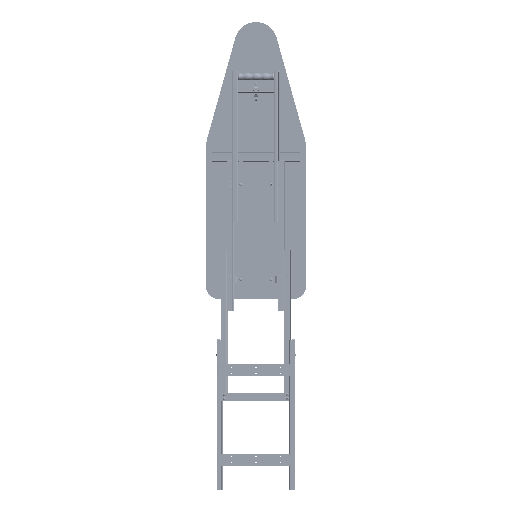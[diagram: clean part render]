
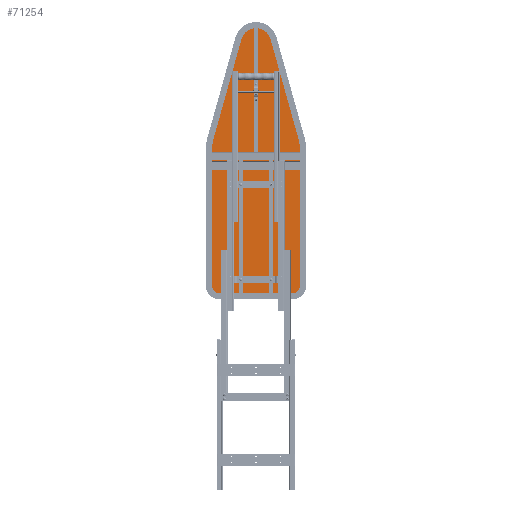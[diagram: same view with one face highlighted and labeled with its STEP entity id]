
A CAD part, front view. The second image highlights one B-rep face of the part: STEP entity #71254.
In plain terms, the highlighted planar face has unit normal (0, -1, 0).
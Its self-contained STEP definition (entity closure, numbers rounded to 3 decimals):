
#1284 = VECTOR ( 'NONE', #10609, 1000. ) ;
#2017 = CARTESIAN_POINT ( 'NONE',  ( -15., 0., 36.415 ) ) ;
#2752 = EDGE_CURVE ( 'NONE', #49687, #15143, #33696, .T. ) ;
#3086 = EDGE_CURVE ( 'NONE', #15143, #47376, #60448, .T. ) ;
#3428 = VERTEX_POINT ( 'NONE', #64912 ) ;
#3759 = CARTESIAN_POINT ( 'NONE',  ( 0., 0., 387. ) ) ;
#6522 = AXIS2_PLACEMENT_3D ( 'NONE', #2017, #12952, #7693 ) ;
#6715 = DIRECTION ( 'NONE',  ( 0., 1., 0. ) ) ;
#7325 = ORIENTED_EDGE ( 'NONE', *, *, #26494, .F. ) ;
#7693 = DIRECTION ( 'NONE',  ( 0., 0., 1. ) ) ;
#8732 = CARTESIAN_POINT ( 'NONE',  ( 163., 0., 36.415 ) ) ;
#9583 = DIRECTION ( 'NONE',  ( 0., 1., 0. ) ) ;
#9790 = DIRECTION ( 'NONE',  ( 0., 0., 1. ) ) ;
#10609 = DIRECTION ( 'NONE',  ( 0., 0., 1. ) ) ;
#12325 = EDGE_CURVE ( 'NONE', #70530, #3428, #52810, .T. ) ;
#12635 = CARTESIAN_POINT ( 'NONE',  ( -157.528, 0., 76.285 ) ) ;
#12952 = DIRECTION ( 'NONE',  ( 0., 1., 0. ) ) ;
#14570 = ORIENTED_EDGE ( 'NONE', *, *, #12325, .F. ) ;
#14735 = CARTESIAN_POINT ( 'NONE',  ( -163., 0., 36.415 ) ) ;
#14925 = CIRCLE ( 'NONE', #6522, 148. ) ;
#15143 = VERTEX_POINT ( 'NONE', #42745 ) ;
#15941 = CARTESIAN_POINT ( 'NONE',  ( 155.351, 0., 84.068 ) ) ;
#15990 = VERTEX_POINT ( 'NONE', #66659 ) ;
#15999 = DIRECTION ( 'NONE',  ( 0., 0., 1. ) ) ;
#16733 = EDGE_CURVE ( 'NONE', #3428, #36877, #36580, .T. ) ;
#17077 = EDGE_CURVE ( 'NONE', #22046, #70530, #14925, .T. ) ;
#18386 = EDGE_LOOP ( 'NONE', ( #45094, #53781, #68416, #23058, #65969, #40943, #32046, #59970, #7325, #63867, #14570 ) ) ;
#18712 = VECTOR ( 'NONE', #47311, 1000. ) ;
#19084 = DIRECTION ( 'NONE',  ( 0., 1., 0. ) ) ;
#19452 = AXIS2_PLACEMENT_3D ( 'NONE', #48121, #19084, #46638 ) ;
#21389 = CIRCLE ( 'NONE', #28610, 43. ) ;
#22046 = VERTEX_POINT ( 'NONE', #14735 ) ;
#23058 = ORIENTED_EDGE ( 'NONE', *, *, #51966, .F. ) ;
#23308 = DIRECTION ( 'NONE',  ( 0., 1., 0. ) ) ;
#26494 = EDGE_CURVE ( 'NONE', #36877, #66577, #52008, .T. ) ;
#26757 = DIRECTION ( 'NONE',  ( 0., 1., 0. ) ) ;
#28610 = AXIS2_PLACEMENT_3D ( 'NONE', #49591, #9583, #15999 ) ;
#29981 = EDGE_CURVE ( 'NONE', #66577, #49687, #31786, .T. ) ;
#30152 = DIRECTION ( 'NONE',  ( 0.269, 0., 0.963 ) ) ;
#31393 = LINE ( 'NONE', #45705, #1284 ) ;
#31731 = DIRECTION ( 'NONE',  ( 0., 0., -1. ) ) ;
#31786 = LINE ( 'NONE', #15941, #58526 ) ;
#32046 = ORIENTED_EDGE ( 'NONE', *, *, #2752, .F. ) ;
#33696 = CIRCLE ( 'NONE', #50591, 148. ) ;
#33754 = VECTOR ( 'NONE', #31731, 1000. ) ;
#34257 = DIRECTION ( 'NONE',  ( 0., 0., 1. ) ) ;
#34277 = CARTESIAN_POINT ( 'NONE',  ( -15., 0., 36.415 ) ) ;
#34592 = EDGE_CURVE ( 'NONE', #40439, #22046, #31393, .T. ) ;
#35599 = CARTESIAN_POINT ( 'NONE',  ( -15., 0., -455. ) ) ;
#36351 = LINE ( 'NONE', #35599, #18712 ) ;
#36580 = CIRCLE ( 'NONE', #71589, 68. ) ;
#36877 = VERTEX_POINT ( 'NONE', #51571 ) ;
#37098 = CARTESIAN_POINT ( 'NONE',  ( -163., 0., -412. ) ) ;
#38432 = VECTOR ( 'NONE', #30152, 1000. ) ;
#40439 = VERTEX_POINT ( 'NONE', #37098 ) ;
#40710 = CARTESIAN_POINT ( 'NONE',  ( 157.528, 0., 76.285 ) ) ;
#40943 = ORIENTED_EDGE ( 'NONE', *, *, #3086, .F. ) ;
#41305 = AXIS2_PLACEMENT_3D ( 'NONE', #34277, #6715, #57327 ) ;
#41432 = FACE_OUTER_BOUND ( 'NONE', #18386, .T. ) ;
#41975 = VERTEX_POINT ( 'NONE', #60289 ) ;
#42745 = CARTESIAN_POINT ( 'NONE',  ( 163., 0., 36.415 ) ) ;
#45094 = ORIENTED_EDGE ( 'NONE', *, *, #17077, .F. ) ;
#45251 = EDGE_CURVE ( 'NONE', #15990, #40439, #54316, .T. ) ;
#45705 = CARTESIAN_POINT ( 'NONE',  ( -163., 0., 36.415 ) ) ;
#46297 = DIRECTION ( 'NONE',  ( 0., 1., 0. ) ) ;
#46352 = PLANE ( 'NONE',  #41305 ) ;
#46527 = CARTESIAN_POINT ( 'NONE',  ( 163., 0., -412. ) ) ;
#46638 = DIRECTION ( 'NONE',  ( 0., 0., 1. ) ) ;
#47311 = DIRECTION ( 'NONE',  ( -1., 0., 0. ) ) ;
#47376 = VERTEX_POINT ( 'NONE', #46527 ) ;
#48121 = CARTESIAN_POINT ( 'NONE',  ( 0., 0., 387. ) ) ;
#49591 = CARTESIAN_POINT ( 'NONE',  ( 120., 0., -412. ) ) ;
#49687 = VERTEX_POINT ( 'NONE', #40710 ) ;
#50591 = AXIS2_PLACEMENT_3D ( 'NONE', #69370, #46297, #74655 ) ;
#51266 = CARTESIAN_POINT ( 'NONE',  ( -120., 0., -412. ) ) ;
#51571 = CARTESIAN_POINT ( 'NONE',  ( 0., 0., 455. ) ) ;
#51966 = EDGE_CURVE ( 'NONE', #41975, #15990, #36351, .T. ) ;
#51998 = CARTESIAN_POINT ( 'NONE',  ( 65.486, 0., 405.319 ) ) ;
#52008 = CIRCLE ( 'NONE', #19452, 68. ) ;
#52810 = LINE ( 'NONE', #59246, #38432 ) ;
#53781 = ORIENTED_EDGE ( 'NONE', *, *, #34592, .F. ) ;
#54316 = CIRCLE ( 'NONE', #56690, 43. ) ;
#54820 = DIRECTION ( 'NONE',  ( 0.269, 0., -0.963 ) ) ;
#56690 = AXIS2_PLACEMENT_3D ( 'NONE', #51266, #23308, #34257 ) ;
#57327 = DIRECTION ( 'NONE',  ( 0., 0., 1. ) ) ;
#58526 = VECTOR ( 'NONE', #54820, 1000. ) ;
#59246 = CARTESIAN_POINT ( 'NONE',  ( -157.528, 0., 76.285 ) ) ;
#59970 = ORIENTED_EDGE ( 'NONE', *, *, #29981, .F. ) ;
#60289 = CARTESIAN_POINT ( 'NONE',  ( 120., 0., -455. ) ) ;
#60448 = LINE ( 'NONE', #8732, #33754 ) ;
#63867 = ORIENTED_EDGE ( 'NONE', *, *, #16733, .F. ) ;
#64912 = CARTESIAN_POINT ( 'NONE',  ( -65.486, 0., 405.319 ) ) ;
#65969 = ORIENTED_EDGE ( 'NONE', *, *, #72888, .F. ) ;
#66577 = VERTEX_POINT ( 'NONE', #51998 ) ;
#66659 = CARTESIAN_POINT ( 'NONE',  ( -120., 0., -455. ) ) ;
#68416 = ORIENTED_EDGE ( 'NONE', *, *, #45251, .F. ) ;
#69370 = CARTESIAN_POINT ( 'NONE',  ( 15., 0., 36.415 ) ) ;
#70530 = VERTEX_POINT ( 'NONE', #12635 ) ;
#71254 = ADVANCED_FACE ( 'NONE', ( #41432 ), #46352, .F. ) ;
#71589 = AXIS2_PLACEMENT_3D ( 'NONE', #3759, #26757, #9790 ) ;
#72888 = EDGE_CURVE ( 'NONE', #47376, #41975, #21389, .T. ) ;
#74655 = DIRECTION ( 'NONE',  ( 0., 0., 1. ) ) ;
